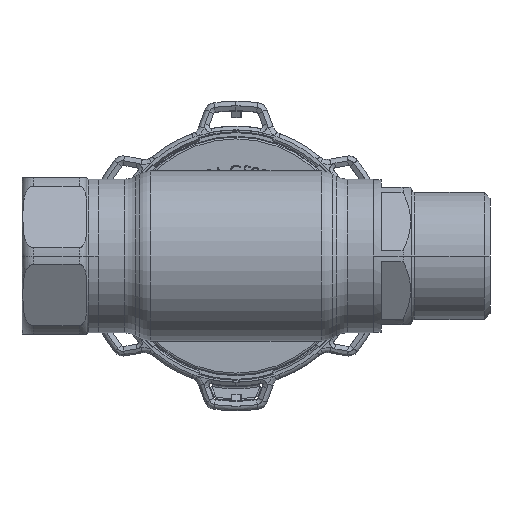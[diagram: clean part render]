
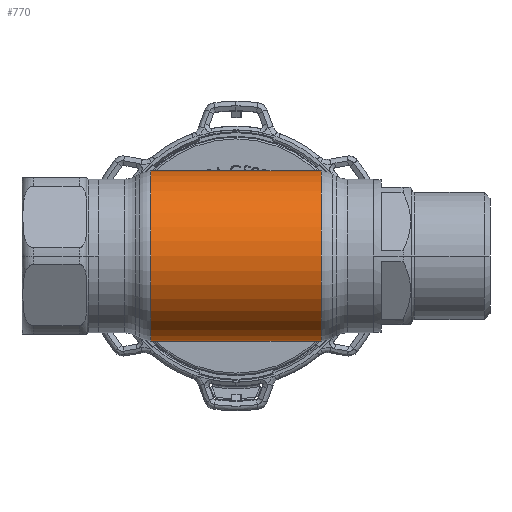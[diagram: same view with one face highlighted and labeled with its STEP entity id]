
A CAD part, front view. The second image highlights one B-rep face of the part: STEP entity #770.
In plain terms, the highlighted cylindrical face has radius 22.25 mm (diameter 44.5 mm), a partial arc.
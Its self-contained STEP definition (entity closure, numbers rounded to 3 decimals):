
#346 = AXIS2_PLACEMENT_3D ( 'NONE', #35827, #35632, #14571 ) ;
#770 = ADVANCED_FACE ( 'NONE', ( #26372 ), #23006, .T. ) ;
#1073 = DIRECTION ( 'NONE',  ( 0., 0., 1. ) ) ;
#1097 = AXIS2_PLACEMENT_3D ( 'NONE', #36742, #17885, #2912 ) ;
#2770 = EDGE_CURVE ( 'NONE', #36192, #12623, #24487, .T. ) ;
#2912 = DIRECTION ( 'NONE',  ( 0., 0., 1. ) ) ;
#6850 = VERTEX_POINT ( 'NONE', #19926 ) ;
#7005 = ORIENTED_EDGE ( 'NONE', *, *, #16009, .T. ) ;
#7407 = DIRECTION ( 'NONE',  ( -1., 0., 0. ) ) ;
#7685 = VECTOR ( 'NONE', #27715, 1000. ) ;
#9378 = CIRCLE ( 'NONE', #30762, 22.25 ) ;
#9513 = DIRECTION ( 'NONE',  ( -1., 0., 0. ) ) ;
#12623 = VERTEX_POINT ( 'NONE', #16395 ) ;
#14571 = DIRECTION ( 'NONE',  ( 0., 0., 1. ) ) ;
#15416 = ORIENTED_EDGE ( 'NONE', *, *, #2770, .F. ) ;
#15519 = VERTEX_POINT ( 'NONE', #19083 ) ;
#15855 = EDGE_LOOP ( 'NONE', ( #15416, #23855, #7005, #35730 ) ) ;
#16009 = EDGE_CURVE ( 'NONE', #6850, #15519, #18128, .T. ) ;
#16395 = CARTESIAN_POINT ( 'NONE',  ( -22.285, 0., -22.25 ) ) ;
#17885 = DIRECTION ( 'NONE',  ( -1., 0., 0. ) ) ;
#18053 = CARTESIAN_POINT ( 'NONE',  ( 22.285, 0., -22.25 ) ) ;
#18128 = LINE ( 'NONE', #36022, #7685 ) ;
#19083 = CARTESIAN_POINT ( 'NONE',  ( -22.285, 0., 22.25 ) ) ;
#19926 = CARTESIAN_POINT ( 'NONE',  ( 22.285, 0., 22.25 ) ) ;
#23006 = CYLINDRICAL_SURFACE ( 'NONE', #1097, 22.25 ) ;
#23855 = ORIENTED_EDGE ( 'NONE', *, *, #35091, .T. ) ;
#24443 = EDGE_CURVE ( 'NONE', #12623, #15519, #36804, .T. ) ;
#24487 = LINE ( 'NONE', #36484, #25944 ) ;
#25944 = VECTOR ( 'NONE', #9513, 1000. ) ;
#26372 = FACE_OUTER_BOUND ( 'NONE', #15855, .T. ) ;
#27715 = DIRECTION ( 'NONE',  ( -1., 0., 0. ) ) ;
#28065 = CARTESIAN_POINT ( 'NONE',  ( 22.285, 0., 0. ) ) ;
#30762 = AXIS2_PLACEMENT_3D ( 'NONE', #28065, #7407, #1073 ) ;
#35091 = EDGE_CURVE ( 'NONE', #36192, #6850, #9378, .T. ) ;
#35632 = DIRECTION ( 'NONE',  ( -1., 0., 0. ) ) ;
#35730 = ORIENTED_EDGE ( 'NONE', *, *, #24443, .F. ) ;
#35827 = CARTESIAN_POINT ( 'NONE',  ( -22.285, 0., 0. ) ) ;
#36022 = CARTESIAN_POINT ( 'NONE',  ( -62.69, 0., 22.25 ) ) ;
#36192 = VERTEX_POINT ( 'NONE', #18053 ) ;
#36484 = CARTESIAN_POINT ( 'NONE',  ( -62.69, 0., -22.25 ) ) ;
#36742 = CARTESIAN_POINT ( 'NONE',  ( -62.69, 0., 0. ) ) ;
#36804 = CIRCLE ( 'NONE', #346, 22.25 ) ;
